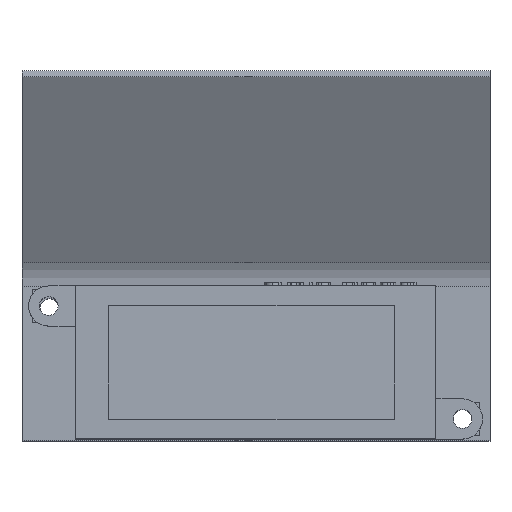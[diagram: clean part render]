
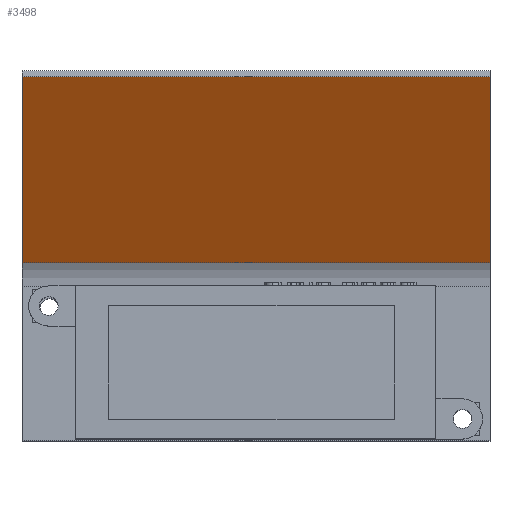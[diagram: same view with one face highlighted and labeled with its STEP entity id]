
A CAD part, top view. The second image highlights one B-rep face of the part: STEP entity #3498.
In plain terms, the highlighted face is planar.
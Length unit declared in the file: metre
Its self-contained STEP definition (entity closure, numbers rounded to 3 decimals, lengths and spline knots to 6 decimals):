
#364=ORIENTED_EDGE('',*,*,#1397,.T.);
#365=ORIENTED_EDGE('',*,*,#1398,.F.);
#366=ORIENTED_EDGE('',*,*,#1399,.F.);
#367=ORIENTED_EDGE('',*,*,#1395,.T.);
#1395=EDGE_CURVE('',#1912,#1911,#2265,.T.);
#1397=EDGE_CURVE('',#1911,#1913,#2266,.T.);
#1398=EDGE_CURVE('',#1914,#1913,#2267,.T.);
#1399=EDGE_CURVE('',#1912,#1914,#2268,.T.);
#1911=VERTEX_POINT('',#4579);
#1912=VERTEX_POINT('',#4581);
#1913=VERTEX_POINT('',#4585);
#1914=VERTEX_POINT('',#4587);
#2265=LINE('',#4580,#2614);
#2266=LINE('',#4584,#2615);
#2267=LINE('',#4586,#2616);
#2268=LINE('',#4588,#2617);
#2614=VECTOR('',#3944,1.);
#2615=VECTOR('',#3949,1.);
#2616=VECTOR('',#3950,1.);
#2617=VECTOR('',#3951,1.);
#2952=EDGE_LOOP('',(#364,#365,#366,#367));
#3175=FACE_BOUND('',#2952,.T.);
#3388=PLANE('',#3744);
#3498=ADVANCED_FACE('',(#3175),#3388,.F.);
#3744=AXIS2_PLACEMENT_3D('',#4583,#3947,#3948);
#3944=DIRECTION('',(0.,0.,-1.));
#3947=DIRECTION('',(0.,-1.,0.));
#3948=DIRECTION('',(1.,0.,0.));
#3949=DIRECTION('',(-1.,0.,0.));
#3950=DIRECTION('',(0.,0.,-1.));
#3951=DIRECTION('',(-1.,0.,0.));
#4579=CARTESIAN_POINT('',(-0.003971,-0.002511,0.));
#4580=CARTESIAN_POINT('',(-0.003971,-0.002511,0.07));
#4581=CARTESIAN_POINT('',(-0.003971,-0.002511,0.07));
#4583=CARTESIAN_POINT('',(-0.020033,-0.002511,0.07));
#4584=CARTESIAN_POINT('',(-0.020033,-0.002511,0.));
#4585=CARTESIAN_POINT('',(-0.036095,-0.002511,0.));
#4586=CARTESIAN_POINT('',(-0.036095,-0.002511,0.07));
#4587=CARTESIAN_POINT('',(-0.036095,-0.002511,0.07));
#4588=CARTESIAN_POINT('',(-0.020033,-0.002511,0.07));
